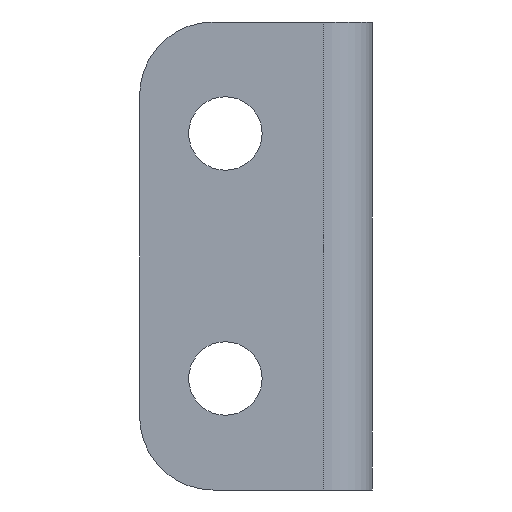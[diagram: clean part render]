
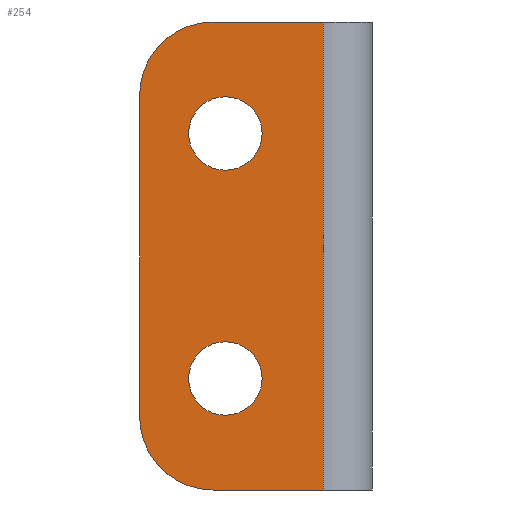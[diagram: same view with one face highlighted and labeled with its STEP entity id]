
A CAD part, front view. The second image highlights one B-rep face of the part: STEP entity #254.
In plain terms, the highlighted planar face has unit normal (0, -1, 0).
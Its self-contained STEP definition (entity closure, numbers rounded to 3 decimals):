
#3 = CIRCLE ( 'NONE', #173, 1.5 ) ;
#32 = EDGE_CURVE ( 'NONE', #447, #258, #122, .T. ) ;
#33 = DIRECTION ( 'NONE',  ( -1., 0., 0. ) ) ;
#41 = CARTESIAN_POINT ( 'NONE',  ( 0., 0., 9.55 ) ) ;
#43 = CARTESIAN_POINT ( 'NONE',  ( -7.5, 0., -5. ) ) ;
#44 = DIRECTION ( 'NONE',  ( 0., -1., 0. ) ) ;
#53 = VERTEX_POINT ( 'NONE', #419 ) ;
#55 = VECTOR ( 'NONE', #372, 1000. ) ;
#61 = EDGE_CURVE ( 'NONE', #529, #465, #3, .T. ) ;
#75 = CARTESIAN_POINT ( 'NONE',  ( -6.5, 0., -6.55 ) ) ;
#84 = FACE_OUTER_BOUND ( 'NONE', #568, .T. ) ;
#88 = DIRECTION ( 'NONE',  ( 0., 1., 0. ) ) ;
#90 = FACE_BOUND ( 'NONE', #281, .T. ) ;
#100 = VECTOR ( 'NONE', #33, 1000. ) ;
#105 = VERTEX_POINT ( 'NONE', #580 ) ;
#121 = EDGE_CURVE ( 'NONE', #105, #377, #308, .T. ) ;
#122 = CIRCLE ( 'NONE', #215, 3. ) ;
#131 = CARTESIAN_POINT ( 'NONE',  ( -4.5, 0., -5. ) ) ;
#139 = CARTESIAN_POINT ( 'NONE',  ( -6.5, 0., -9.55 ) ) ;
#159 = VERTEX_POINT ( 'NONE', #339 ) ;
#173 = AXIS2_PLACEMENT_3D ( 'NONE', #182, #615, #272 ) ;
#175 = AXIS2_PLACEMENT_3D ( 'NONE', #433, #273, #183 ) ;
#180 = DIRECTION ( 'NONE',  ( 0., 0., -1. ) ) ;
#182 = CARTESIAN_POINT ( 'NONE',  ( -6., 0., -5. ) ) ;
#183 = DIRECTION ( 'NONE',  ( -1., 0., 0. ) ) ;
#195 = CIRCLE ( 'NONE', #175, 1.5 ) ;
#198 = DIRECTION ( 'NONE',  ( -1., 0., 0. ) ) ;
#206 = ORIENTED_EDGE ( 'NONE', *, *, #32, .T. ) ;
#213 = CARTESIAN_POINT ( 'NONE',  ( -9.5, 0., 6.55 ) ) ;
#215 = AXIS2_PLACEMENT_3D ( 'NONE', #75, #623, #627 ) ;
#219 = ORIENTED_EDGE ( 'NONE', *, *, #268, .T. ) ;
#225 = LINE ( 'NONE', #418, #100 ) ;
#226 = ORIENTED_EDGE ( 'NONE', *, *, #446, .T. ) ;
#229 = AXIS2_PLACEMENT_3D ( 'NONE', #247, #256, #198 ) ;
#237 = DIRECTION ( 'NONE',  ( 0., -1., 0. ) ) ;
#245 = CARTESIAN_POINT ( 'NONE',  ( -6.5, 0., 6.55 ) ) ;
#247 = CARTESIAN_POINT ( 'NONE',  ( -6., 0., 5. ) ) ;
#249 = AXIS2_PLACEMENT_3D ( 'NONE', #245, #44, #484 ) ;
#254 = ADVANCED_FACE ( 'NONE', ( #84, #283, #90 ), #478, .T. ) ;
#256 = DIRECTION ( 'NONE',  ( 0., 1., 0. ) ) ;
#258 = VERTEX_POINT ( 'NONE', #139 ) ;
#261 = ORIENTED_EDGE ( 'NONE', *, *, #438, .T. ) ;
#267 = AXIS2_PLACEMENT_3D ( 'NONE', #41, #237, #579 ) ;
#268 = EDGE_CURVE ( 'NONE', #465, #529, #526, .T. ) ;
#272 = DIRECTION ( 'NONE',  ( -1., 0., 0. ) ) ;
#273 = DIRECTION ( 'NONE',  ( 0., 1., 0. ) ) ;
#276 = LINE ( 'NONE', #621, #513 ) ;
#281 = EDGE_LOOP ( 'NONE', ( #261, #588 ) ) ;
#283 = FACE_BOUND ( 'NONE', #631, .T. ) ;
#286 = DIRECTION ( 'NONE',  ( -1., 0., 0. ) ) ;
#294 = ORIENTED_EDGE ( 'NONE', *, *, #608, .T. ) ;
#308 = CIRCLE ( 'NONE', #249, 3. ) ;
#325 = CARTESIAN_POINT ( 'NONE',  ( -9.5, 0., -6.55 ) ) ;
#339 = CARTESIAN_POINT ( 'NONE',  ( -2., 0., -9.55 ) ) ;
#344 = EDGE_CURVE ( 'NONE', #605, #542, #443, .T. ) ;
#354 = ORIENTED_EDGE ( 'NONE', *, *, #61, .T. ) ;
#372 = DIRECTION ( 'NONE',  ( 1., 0., 0. ) ) ;
#377 = VERTEX_POINT ( 'NONE', #213 ) ;
#413 = ORIENTED_EDGE ( 'NONE', *, *, #121, .T. ) ;
#416 = LINE ( 'NONE', #480, #55 ) ;
#418 = CARTESIAN_POINT ( 'NONE',  ( 0., 0., 9.55 ) ) ;
#419 = CARTESIAN_POINT ( 'NONE',  ( -2., 0., 9.55 ) ) ;
#422 = VECTOR ( 'NONE', #476, 1000. ) ;
#429 = LINE ( 'NONE', #616, #422 ) ;
#433 = CARTESIAN_POINT ( 'NONE',  ( -6., 0., 5. ) ) ;
#438 = EDGE_CURVE ( 'NONE', #542, #605, #195, .T. ) ;
#443 = CIRCLE ( 'NONE', #229, 1.5 ) ;
#444 = ORIENTED_EDGE ( 'NONE', *, *, #534, .T. ) ;
#446 = EDGE_CURVE ( 'NONE', #377, #447, #276, .T. ) ;
#447 = VERTEX_POINT ( 'NONE', #325 ) ;
#465 = VERTEX_POINT ( 'NONE', #131 ) ;
#469 = CARTESIAN_POINT ( 'NONE',  ( -7.5, 0., 5. ) ) ;
#476 = DIRECTION ( 'NONE',  ( 0., 0., 1. ) ) ;
#478 = PLANE ( 'NONE',  #267 ) ;
#480 = CARTESIAN_POINT ( 'NONE',  ( 0., 0., -9.55 ) ) ;
#484 = DIRECTION ( 'NONE',  ( 0., 0., 1. ) ) ;
#485 = AXIS2_PLACEMENT_3D ( 'NONE', #531, #88, #286 ) ;
#510 = CARTESIAN_POINT ( 'NONE',  ( -4.5, 0., 5. ) ) ;
#513 = VECTOR ( 'NONE', #180, 1000. ) ;
#524 = EDGE_CURVE ( 'NONE', #159, #53, #429, .T. ) ;
#526 = CIRCLE ( 'NONE', #485, 1.5 ) ;
#529 = VERTEX_POINT ( 'NONE', #43 ) ;
#531 = CARTESIAN_POINT ( 'NONE',  ( -6., 0., -5. ) ) ;
#534 = EDGE_CURVE ( 'NONE', #258, #159, #416, .T. ) ;
#539 = ORIENTED_EDGE ( 'NONE', *, *, #524, .T. ) ;
#542 = VERTEX_POINT ( 'NONE', #469 ) ;
#568 = EDGE_LOOP ( 'NONE', ( #294, #413, #226, #206, #444, #539 ) ) ;
#579 = DIRECTION ( 'NONE',  ( 1., 0., 0. ) ) ;
#580 = CARTESIAN_POINT ( 'NONE',  ( -6.5, 0., 9.55 ) ) ;
#588 = ORIENTED_EDGE ( 'NONE', *, *, #344, .T. ) ;
#605 = VERTEX_POINT ( 'NONE', #510 ) ;
#608 = EDGE_CURVE ( 'NONE', #53, #105, #225, .T. ) ;
#615 = DIRECTION ( 'NONE',  ( 0., 1., 0. ) ) ;
#616 = CARTESIAN_POINT ( 'NONE',  ( -2., 0., 9.55 ) ) ;
#621 = CARTESIAN_POINT ( 'NONE',  ( -9.5, 0., 9.55 ) ) ;
#623 = DIRECTION ( 'NONE',  ( 0., -1., 0. ) ) ;
#627 = DIRECTION ( 'NONE',  ( 0., 0., -1. ) ) ;
#631 = EDGE_LOOP ( 'NONE', ( #354, #219 ) ) ;
